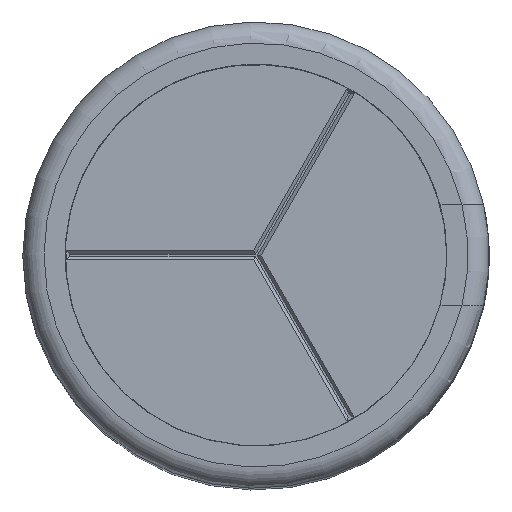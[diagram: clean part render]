
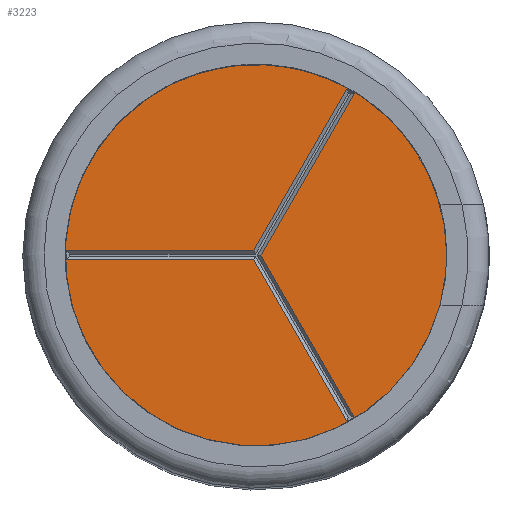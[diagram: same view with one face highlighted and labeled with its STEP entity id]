
A CAD part, top view. The second image highlights one B-rep face of the part: STEP entity #3223.
In plain terms, the highlighted planar face has unit normal (0, 0, 1).
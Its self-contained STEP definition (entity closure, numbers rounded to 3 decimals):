
#3118=CARTESIAN_POINT('',(9.0,0.0,50.3));
#3119=VERTEX_POINT('',#3118);
#3120=CARTESIAN_POINT('',(0.0,0.0,50.3));
#3121=DIRECTION('',(0.0,0.0,1.0));
#3122=DIRECTION('',(1.0,0.0,-0.0));
#3123=AXIS2_PLACEMENT_3D('',#3120,#3121,#3122);
#3124=CIRCLE('',#3123,9.0);
#3125=EDGE_CURVE('n� 3507',#3119,#3119,#3124,.T.);
#3141=CARTESIAN_POINT('',(4.298,7.845,50.3));
#3142=VERTEX_POINT('',#3141);
#3143=CARTESIAN_POINT('',(-0.115,0.2,50.3));
#3144=VERTEX_POINT('',#3143);
#3145=CARTESIAN_POINT('',(4.298,7.845,50.3));
#3146=DIRECTION('',(-0.5,-0.866,0.0));
#3147=VECTOR('',#3146,1.0);
#3148=LINE('',#3145,#3147);
#3149=EDGE_CURVE('n� 4459',#3142,#3144,#3148,.T.);
#3150=ORIENTED_EDGE('',*,*,#3149,.F.);
#3151=CARTESIAN_POINT('',(4.645,7.645,50.3));
#3152=VERTEX_POINT('',#3151);
#3153=CARTESIAN_POINT('',(4.645,7.645,50.3));
#3154=DIRECTION('',(-0.866,0.5,0.0));
#3155=VECTOR('',#3154,1.0);
#3156=LINE('',#3153,#3155);
#3157=EDGE_CURVE('n� 4457',#3152,#3142,#3156,.T.);
#3158=ORIENTED_EDGE('',*,*,#3157,.F.);
#3159=CARTESIAN_POINT('',(0.231,-0.0,50.3));
#3160=VERTEX_POINT('',#3159);
#3161=CARTESIAN_POINT('',(4.645,7.645,50.3));
#3162=DIRECTION('',(0.5,0.866,0.0));
#3163=VECTOR('',#3162,1.0);
#3164=LINE('',#3161,#3163);
#3165=EDGE_CURVE('n� 4455',#3160,#3152,#3164,.T.);
#3166=ORIENTED_EDGE('',*,*,#3165,.F.);
#3167=CARTESIAN_POINT('',(4.645,-7.645,50.3));
#3168=VERTEX_POINT('',#3167);
#3169=CARTESIAN_POINT('',(4.645,-7.645,50.3));
#3170=DIRECTION('',(-0.5,0.866,0.0));
#3171=VECTOR('',#3170,1.0);
#3172=LINE('',#3169,#3171);
#3173=EDGE_CURVE('n� 4453',#3168,#3160,#3172,.T.);
#3174=ORIENTED_EDGE('',*,*,#3173,.F.);
#3175=CARTESIAN_POINT('',(4.298,-7.845,50.3));
#3176=VERTEX_POINT('',#3175);
#3177=CARTESIAN_POINT('',(4.298,-7.845,50.3));
#3178=DIRECTION('',(0.866,0.5,0.0));
#3179=VECTOR('',#3178,1.0);
#3180=LINE('',#3177,#3179);
#3181=EDGE_CURVE('n� 4451',#3176,#3168,#3180,.T.);
#3182=ORIENTED_EDGE('',*,*,#3181,.F.);
#3183=CARTESIAN_POINT('',(-0.115,-0.2,50.3));
#3184=VERTEX_POINT('',#3183);
#3185=CARTESIAN_POINT('',(4.298,-7.845,50.3));
#3186=DIRECTION('',(0.5,-0.866,0.0));
#3187=VECTOR('',#3186,1.0);
#3188=LINE('',#3185,#3187);
#3189=EDGE_CURVE('n� 4449',#3184,#3176,#3188,.T.);
#3190=ORIENTED_EDGE('',*,*,#3189,.F.);
#3191=CARTESIAN_POINT('',(-8.943,-0.2,50.3));
#3192=VERTEX_POINT('',#3191);
#3193=CARTESIAN_POINT('',(-8.943,-0.2,50.3));
#3194=DIRECTION('',(1.0,-0.0,0.0));
#3195=VECTOR('',#3194,1.0);
#3196=LINE('',#3193,#3195);
#3197=EDGE_CURVE('n� 4281',#3192,#3184,#3196,.T.);
#3198=ORIENTED_EDGE('',*,*,#3197,.F.);
#3199=CARTESIAN_POINT('',(-8.943,0.2,50.3));
#3200=VERTEX_POINT('',#3199);
#3201=CARTESIAN_POINT('',(-8.943,0.2,50.3));
#3202=DIRECTION('',(0.0,-1.0,0.0));
#3203=VECTOR('',#3202,1.0);
#3204=LINE('',#3201,#3203);
#3205=EDGE_CURVE('n� 4278',#3200,#3192,#3204,.T.);
#3206=ORIENTED_EDGE('',*,*,#3205,.F.);
#3207=CARTESIAN_POINT('',(-8.943,0.2,50.3));
#3208=DIRECTION('',(-1.0,-0.0,0.0));
#3209=VECTOR('',#3208,1.0);
#3210=LINE('',#3207,#3209);
#3211=EDGE_CURVE('n� 4416',#3144,#3200,#3210,.T.);
#3212=ORIENTED_EDGE('',*,*,#3211,.F.);
#3213=EDGE_LOOP('',(#3150,#3158,#3166,#3174,#3182,#3190,#3198,#3206,#3212));
#3214=FACE_OUTER_BOUND('',#3213,.T.);
#3215=ORIENTED_EDGE('',*,*,#3125,.T.);
#3216=EDGE_LOOP('',(#3215));
#3217=FACE_BOUND('',#3216,.T.);
#3218=CARTESIAN_POINT('',(0.0,0.0,50.3));
#3219=DIRECTION('',(0.0,0.0,1.0));
#3220=DIRECTION('',(1.0,0.0,-0.0));
#3221=AXIS2_PLACEMENT_3D('',#3218,#3219,#3220);
#3222=PLANE('',#3221);
#3223=ADVANCED_FACE('n� 3536',(#3214,#3217),#3222,.T.);
